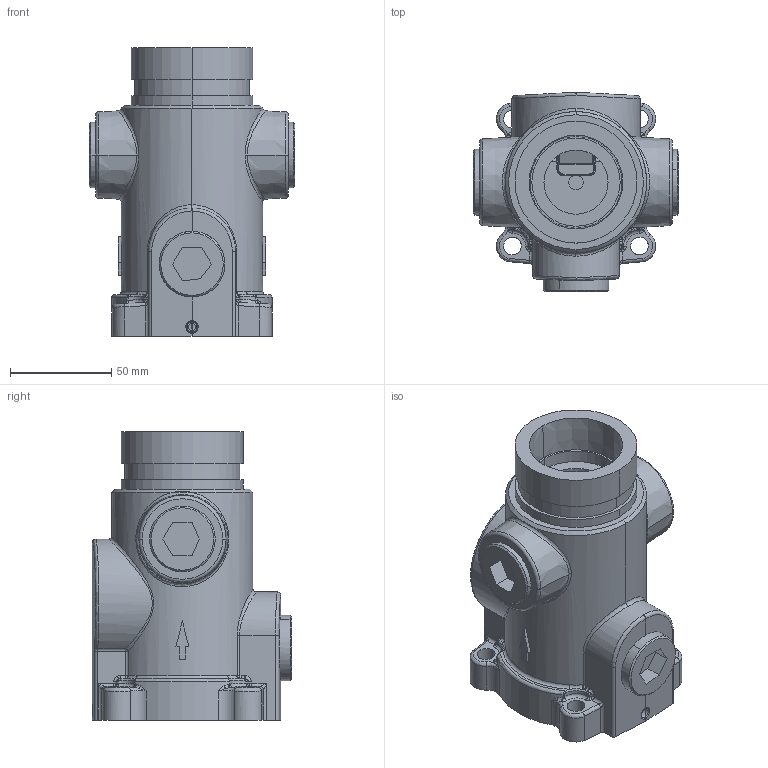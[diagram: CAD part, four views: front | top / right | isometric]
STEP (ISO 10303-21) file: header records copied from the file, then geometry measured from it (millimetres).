
FILE_DESCRIPTION((''),'2;1');
FILE_NAME('1_5_P30SCV_01','2012-02-21T',('sobri'),(''),'PRO/ENGINEER BY PARAMETRIC TECHNOLOGY CORPORATION, 2011180','PRO/ENGINEER BY PARAMETRIC TECHNOLOGY CORPORATION, 2011180','');
FILE_SCHEMA(('CONFIG_CONTROL_DESIGN'));
Length unit declared in the file: inch
Products named in the file (1): 1_5_P30SCV_01
Bounding box: 101.75 x 98.58 x 142.96 mm (x, y, z)
Volume: 364424.6 mm3; surface area: 107430.6 mm2
Topology: 2 solids, 2 shells, 576 faces, 1440 edges, 883 vertices
Faces by surface type: cylinder 185, plane 164, bspline 114, cone 61, torus 32, sphere 16, extrusion 4
Entity records: 33876 total; most frequent: CARTESIAN_POINT 20852, ORIENTED_EDGE 2872, DIRECTION 2495, EDGE_CURVE 1436, AXIS2_PLACEMENT_3D 975, VERTEX_POINT 883, EDGE_LOOP 633, FACE_OUTER_BOUND 576
